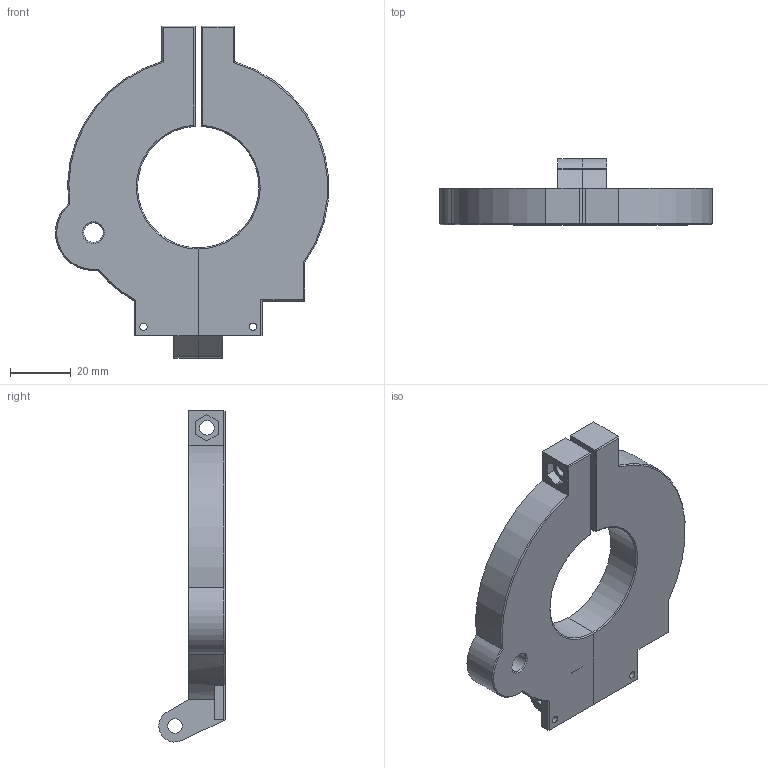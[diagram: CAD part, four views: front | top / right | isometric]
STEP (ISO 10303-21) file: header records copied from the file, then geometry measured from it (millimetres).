
FILE_DESCRIPTION(/* description */ (''),/* implementation_level */ '2;1');
FILE_NAME(/* name */ 'Drill Press Depthstop.step',/* time_stamp */ '2020-09-22T23:30:15+02:00',/* author */ (''),/* organization */ (''),/* preprocessor_version */ 'ST-DEVELOPER v18.1',/* originating_system */ 'Autodesk Translation Framework v9.3.0.1241',/* authorisation */ '');
FILE_SCHEMA (('AUTOMOTIVE_DESIGN { 1 0 10303 214 3 1 1 }'));
Length unit declared in the file: millimetre
Products named in the file (1): Drill Press Depthstop
Bounding box: 89.88 x 21.77 x 109.27 mm (x, y, z)
Volume: 60107.2 mm3; surface area: 19914.9 mm2
Topology: 2 solids, 2 shells, 86 faces, 216 edges, 138 vertices
Faces by surface type: plane 59, cylinder 20, cone 7
Full cylindrical faces by diameter (mm): 2.4 x2, 4.8 x4, 5.6 x3, 6.4 x1
Entity records: 2620 total; most frequent: CARTESIAN_POINT 465, ORIENTED_EDGE 432, DIRECTION 430, EDGE_CURVE 216, LINE 160, VECTOR 160, VERTEX_POINT 138, AXIS2_PLACEMENT_3D 135
